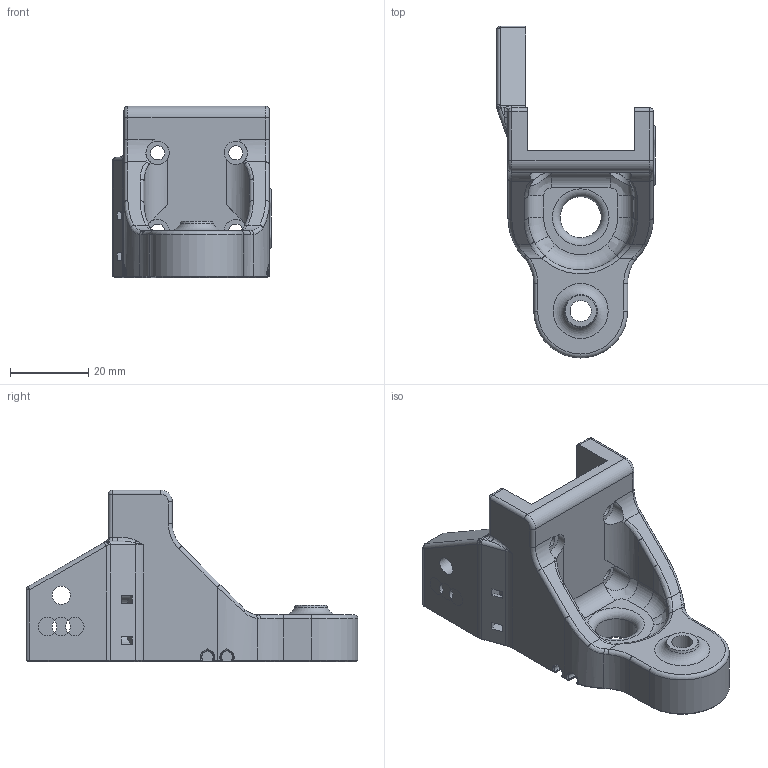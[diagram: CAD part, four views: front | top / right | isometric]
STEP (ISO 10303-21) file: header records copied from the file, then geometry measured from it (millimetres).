
FILE_DESCRIPTION(/* description */ (''),/* implementation_level */ '2;1');
FILE_NAME(/* name */ 'WobbleX-MGN12H_Z_Carriage_Rear.step',/* time_stamp */ '2023-04-26T19:51:03+02:00',/* author */ (''),/* organization */ (''),/* preprocessor_version */ 'ST-DEVELOPER v19.2',/* originating_system */ 'Autodesk Translation Framework v12.4.0.73',/* authorisation */ '');
FILE_SCHEMA (('AUTOMOTIVE_DESIGN { 1 0 10303 214 3 1 1 }'));
Products named in the file (1): MGN12H-Z_Carriage
Bounding box: 40.6 x 84.9 x 43.9 mm (x, y, z)
Surface area: 78129.9 mm2
Topology: 6 solids, 6 shells, 1653 faces, 4149 edges, 2544 vertices
Faces by surface type: plane 738, cylinder 387, bspline 204, cone 204, torus 96, sphere 24
Full cylindrical faces by diameter (mm): 3.6 x24, 4.7 x15, 5.4 x6, 6 x24, 10.5 x6
Entity records: 54765 total; most frequent: CARTESIAN_POINT 15693, ORIENTED_EDGE 8286, DIRECTION 7979, EDGE_CURVE 4143, AXIS2_PLACEMENT_3D 2890, VERTEX_POINT 2544, LINE 2199, VECTOR 2199
